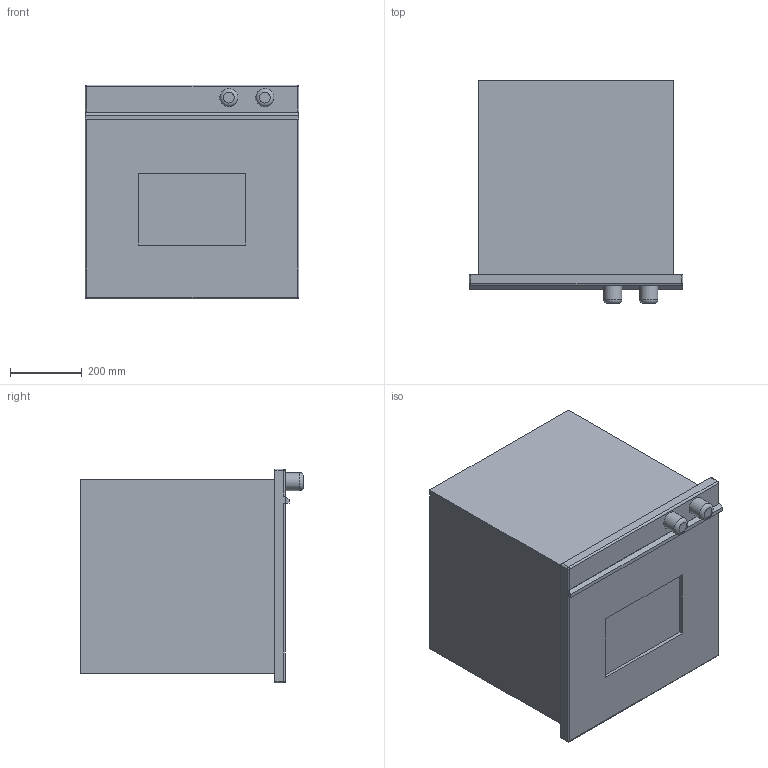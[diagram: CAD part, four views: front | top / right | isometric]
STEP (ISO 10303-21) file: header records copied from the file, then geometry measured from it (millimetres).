
FILE_DESCRIPTION(('FreeCAD Model'),'2;1');
FILE_NAME( 'Oven_builtIn.step', '2019-11-16T09:12:03',('Author'),(''), 'Open CASCADE STEP processor 7.3','FreeCAD','Unknown');
FILE_SCHEMA(('AUTOMOTIVE_DESIGN { 1 0 10303 214 1 1 1 1 }'));
Length unit declared in the file: millimetre
Products named in the file (1): Oven_builtIn
Bounding box: 595 x 620 x 595 mm (x, y, z)
Volume: 169214748.2 mm3; surface area: 1979309.4 mm2
Topology: 1 solids, 1 shells, 43 faces, 101 edges, 60 vertices
Faces by surface type: plane 25, cylinder 12, sphere 4, torus 2
Full cylindrical faces by diameter (mm): 50 x2
Entity records: 2413 total; most frequent: CARTESIAN_POINT 487, DIRECTION 335, ORIENTED_EDGE 194, PCURVE 194, DEFINITIONAL_REPRESENTATION 194, LINE 183, VECTOR 183, EDGE_CURVE 97
